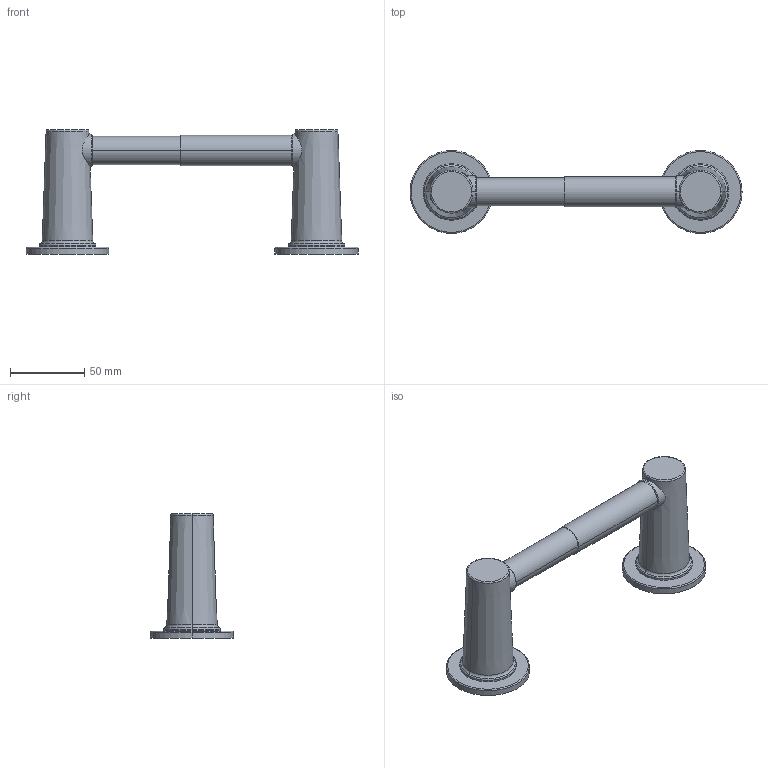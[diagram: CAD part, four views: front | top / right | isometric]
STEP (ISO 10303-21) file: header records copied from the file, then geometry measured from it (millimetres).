
FILE_DESCRIPTION((''),'2;1');
FILE_NAME('42-28','2025-04-17T23:40:04',('SwamiS'),(''),'CREO PARAMETRIC BY PTC INC, 2023134','CREO PARAMETRIC BY PTC INC, 2023134','');
FILE_SCHEMA(('CONFIG_CONTROL_DESIGN'));
Length unit declared in the file: inch
Products named in the file (1): 42-28
Bounding box: 223.52 x 55.88 x 83.74 mm (x, y, z)
Volume: 191037.6 mm3; surface area: 37542.5 mm2
Topology: 1 solids, 1 shells, 65 faces, 130 edges, 76 vertices
Faces by surface type: cylinder 24, torus 24, plane 13, cone 4
Entity records: 1884 total; most frequent: CARTESIAN_POINT 419, DIRECTION 352, ORIENTED_EDGE 260, AXIS2_PLACEMENT_3D 161, EDGE_CURVE 130, CIRCLE 96, VERTEX_POINT 76, EDGE_LOOP 74
